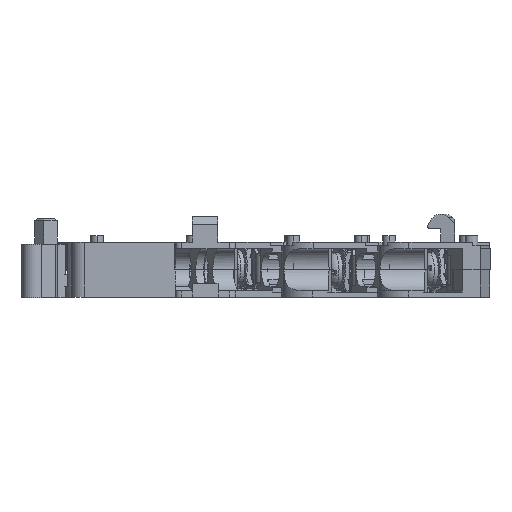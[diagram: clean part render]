
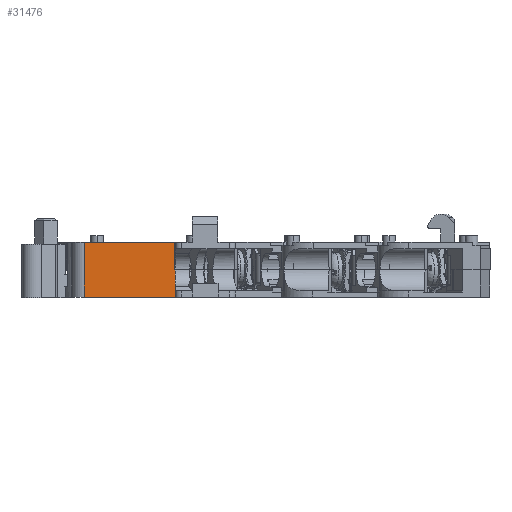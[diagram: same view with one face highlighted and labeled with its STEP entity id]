
A CAD part, left-side view. The second image highlights one B-rep face of the part: STEP entity #31476.
In plain terms, the highlighted planar face has unit normal (-1, 0, 0).
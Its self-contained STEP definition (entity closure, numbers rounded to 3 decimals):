
#2268 = VERTEX_POINT ( 'NONE', #37459 ) ;
#2924 = DIRECTION ( 'NONE',  ( 0., -1., 0. ) ) ;
#3292 = ORIENTED_EDGE ( 'NONE', *, *, #6025, .F. ) ;
#6025 = EDGE_CURVE ( 'NONE', #24139, #62600, #52838, .T. ) ;
#7727 = VECTOR ( 'NONE', #41446, 1000. ) ;
#8222 = ORIENTED_EDGE ( 'NONE', *, *, #38226, .T. ) ;
#9459 = DIRECTION ( 'NONE',  ( 0., 0., -1. ) ) ;
#10168 = VERTEX_POINT ( 'NONE', #61671 ) ;
#10536 = CARTESIAN_POINT ( 'NONE',  ( 0., -16.2, 4.3 ) ) ;
#10610 = VECTOR ( 'NONE', #39150, 1000. ) ;
#10667 = VECTOR ( 'NONE', #47250, 1000. ) ;
#12899 = CARTESIAN_POINT ( 'NONE',  ( 0., -16.2, 8.6 ) ) ;
#13418 = CARTESIAN_POINT ( 'NONE',  ( 0., -2., 8.6 ) ) ;
#14242 = PLANE ( 'NONE',  #43190 ) ;
#16610 = EDGE_CURVE ( 'NONE', #24139, #10168, #46468, .T. ) ;
#21795 = ORIENTED_EDGE ( 'NONE', *, *, #32798, .F. ) ;
#24139 = VERTEX_POINT ( 'NONE', #39350 ) ;
#24867 = LINE ( 'NONE', #30279, #7727 ) ;
#24959 = DIRECTION ( 'NONE',  ( 1., 0., 0. ) ) ;
#30279 = CARTESIAN_POINT ( 'NONE',  ( 0., -16.2, 8.6 ) ) ;
#31476 = ADVANCED_FACE ( 'NONE', ( #66550 ), #14242, .F. ) ;
#31503 = ORIENTED_EDGE ( 'NONE', *, *, #16610, .T. ) ;
#32798 = EDGE_CURVE ( 'NONE', #2268, #63292, #41165, .T. ) ;
#34016 = VECTOR ( 'NONE', #2924, 1000. ) ;
#34929 = ORIENTED_EDGE ( 'NONE', *, *, #37304, .T. ) ;
#35615 = CARTESIAN_POINT ( 'NONE',  ( 0., -16.2, 8.6 ) ) ;
#37205 = CARTESIAN_POINT ( 'NONE',  ( 0., -16.2, 0. ) ) ;
#37304 = EDGE_CURVE ( 'NONE', #10168, #46382, #48274, .T. ) ;
#37459 = CARTESIAN_POINT ( 'NONE',  ( 0., -16.1, 4.3 ) ) ;
#38226 = EDGE_CURVE ( 'NONE', #2268, #62600, #53050, .T. ) ;
#38834 = CARTESIAN_POINT ( 'NONE',  ( 0., -16.1, 4.3 ) ) ;
#39150 = DIRECTION ( 'NONE',  ( 0., 0., -1. ) ) ;
#39350 = CARTESIAN_POINT ( 'NONE',  ( 0., -2., 8.6 ) ) ;
#41165 = LINE ( 'NONE', #38834, #56619 ) ;
#41446 = DIRECTION ( 'NONE',  ( 0., 0., -1. ) ) ;
#41596 = EDGE_CURVE ( 'NONE', #63292, #46382, #24867, .T. ) ;
#42256 = CARTESIAN_POINT ( 'NONE',  ( 0., -16.1, 4.3 ) ) ;
#43190 = AXIS2_PLACEMENT_3D ( 'NONE', #35615, #24959, #9459 ) ;
#43308 = ORIENTED_EDGE ( 'NONE', *, *, #41596, .F. ) ;
#45672 = DIRECTION ( 'NONE',  ( 0., -1., 0. ) ) ;
#46382 = VERTEX_POINT ( 'NONE', #37205 ) ;
#46468 = LINE ( 'NONE', #13418, #10610 ) ;
#47250 = DIRECTION ( 'NONE',  ( 0., 0., 1. ) ) ;
#48163 = DIRECTION ( 'NONE',  ( 0., -1., 0. ) ) ;
#48274 = LINE ( 'NONE', #55893, #60423 ) ;
#52838 = LINE ( 'NONE', #12899, #34016 ) ;
#53050 = LINE ( 'NONE', #42256, #10667 ) ;
#54556 = CARTESIAN_POINT ( 'NONE',  ( 0., -16.1, 8.6 ) ) ;
#55893 = CARTESIAN_POINT ( 'NONE',  ( 0., -16.2, 0. ) ) ;
#56619 = VECTOR ( 'NONE', #48163, 1000. ) ;
#60423 = VECTOR ( 'NONE', #45672, 1000. ) ;
#61671 = CARTESIAN_POINT ( 'NONE',  ( 0., -2., 0. ) ) ;
#62600 = VERTEX_POINT ( 'NONE', #54556 ) ;
#63292 = VERTEX_POINT ( 'NONE', #10536 ) ;
#65371 = EDGE_LOOP ( 'NONE', ( #21795, #8222, #3292, #31503, #34929, #43308 ) ) ;
#66550 = FACE_OUTER_BOUND ( 'NONE', #65371, .T. ) ;
